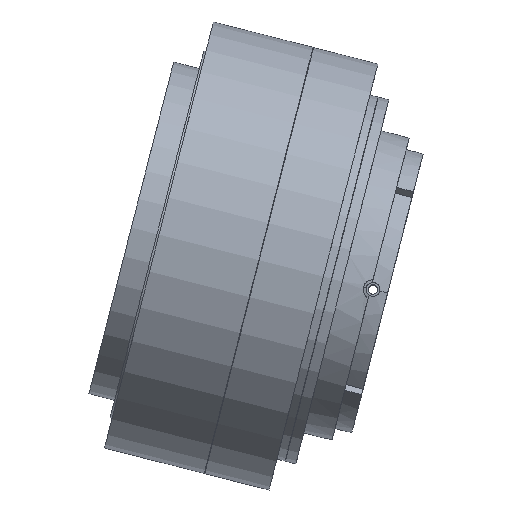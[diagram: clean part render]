
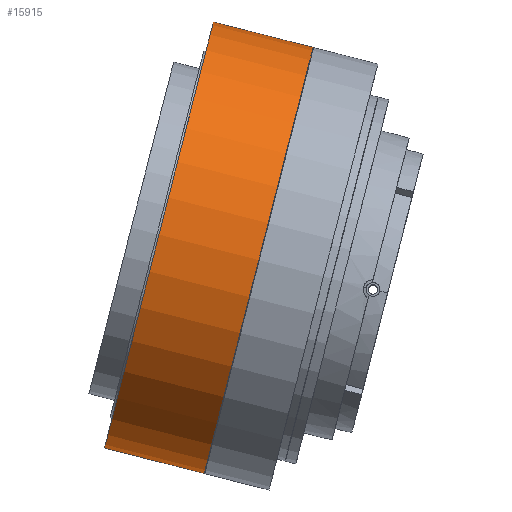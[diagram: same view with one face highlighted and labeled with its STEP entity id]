
A CAD part, top view. The second image highlights one B-rep face of the part: STEP entity #15915.
In plain terms, the highlighted cylindrical face has radius 158 mm (diameter 316 mm), a partial arc.
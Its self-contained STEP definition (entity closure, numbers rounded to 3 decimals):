
#60 = VERTEX_POINT ( 'NONE', #16066 ) ;
#767 = DIRECTION ( 'NONE',  ( 0., 0., 1. ) ) ;
#1077 = DIRECTION ( 'NONE',  ( -1., 0., 0. ) ) ;
#1537 = EDGE_LOOP ( 'NONE', ( #13016, #2356, #9336, #13340 ) ) ;
#2182 = CARTESIAN_POINT ( 'NONE',  ( -12.05, 10.129, 0. ) ) ;
#2356 = ORIENTED_EDGE ( 'NONE', *, *, #16154, .F. ) ;
#2384 = DIRECTION ( 'NONE',  ( -1., 0., 0. ) ) ;
#4379 = CARTESIAN_POINT ( 'NONE',  ( -106.55, 10.129, -158. ) ) ;
#4496 = VERTEX_POINT ( 'NONE', #7011 ) ;
#6119 = AXIS2_PLACEMENT_3D ( 'NONE', #12479, #7296, #15246 ) ;
#6397 = CARTESIAN_POINT ( 'NONE',  ( -12.05, 10.129, 158. ) ) ;
#6469 = FACE_OUTER_BOUND ( 'NONE', #1537, .T. ) ;
#6674 = AXIS2_PLACEMENT_3D ( 'NONE', #17514, #2384, #767 ) ;
#6689 = AXIS2_PLACEMENT_3D ( 'NONE', #2182, #7702, #13258 ) ;
#7011 = CARTESIAN_POINT ( 'NONE',  ( -86.05, 10.129, -158. ) ) ;
#7296 = DIRECTION ( 'NONE',  ( -1., 0., 0. ) ) ;
#7669 = VERTEX_POINT ( 'NONE', #6397 ) ;
#7702 = DIRECTION ( 'NONE',  ( 1., 0., 0. ) ) ;
#8596 = VECTOR ( 'NONE', #1077, 1000. ) ;
#9336 = ORIENTED_EDGE ( 'NONE', *, *, #13282, .T. ) ;
#9927 = CIRCLE ( 'NONE', #6119, 158. ) ;
#12479 = CARTESIAN_POINT ( 'NONE',  ( -86.05, 10.129, 0. ) ) ;
#13016 = ORIENTED_EDGE ( 'NONE', *, *, #14355, .F. ) ;
#13258 = DIRECTION ( 'NONE',  ( 0., 0., -1. ) ) ;
#13281 = CYLINDRICAL_SURFACE ( 'NONE', #6674, 158. ) ;
#13282 = EDGE_CURVE ( 'NONE', #7669, #60, #14651, .T. ) ;
#13340 = ORIENTED_EDGE ( 'NONE', *, *, #16709, .F. ) ;
#13869 = VECTOR ( 'NONE', #14170, 1000. ) ;
#14170 = DIRECTION ( 'NONE',  ( -1., 0., 0. ) ) ;
#14355 = EDGE_CURVE ( 'NONE', #16755, #4496, #16786, .T. ) ;
#14651 = LINE ( 'NONE', #16013, #8596 ) ;
#15246 = DIRECTION ( 'NONE',  ( 0., 0., 1. ) ) ;
#15350 = CIRCLE ( 'NONE', #6689, 158. ) ;
#15915 = ADVANCED_FACE ( 'NONE', ( #6469 ), #13281, .T. ) ;
#16013 = CARTESIAN_POINT ( 'NONE',  ( -106.55, 10.129, 158. ) ) ;
#16066 = CARTESIAN_POINT ( 'NONE',  ( -86.05, 10.129, 158. ) ) ;
#16154 = EDGE_CURVE ( 'NONE', #7669, #16755, #15350, .T. ) ;
#16709 = EDGE_CURVE ( 'NONE', #4496, #60, #9927, .T. ) ;
#16755 = VERTEX_POINT ( 'NONE', #16887 ) ;
#16786 = LINE ( 'NONE', #4379, #13869 ) ;
#16887 = CARTESIAN_POINT ( 'NONE',  ( -12.05, 10.129, -158. ) ) ;
#17514 = CARTESIAN_POINT ( 'NONE',  ( -106.55, 10.129, 0. ) ) ;
